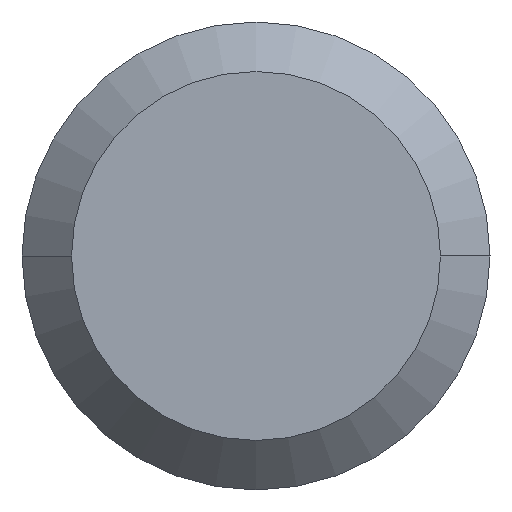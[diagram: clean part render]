
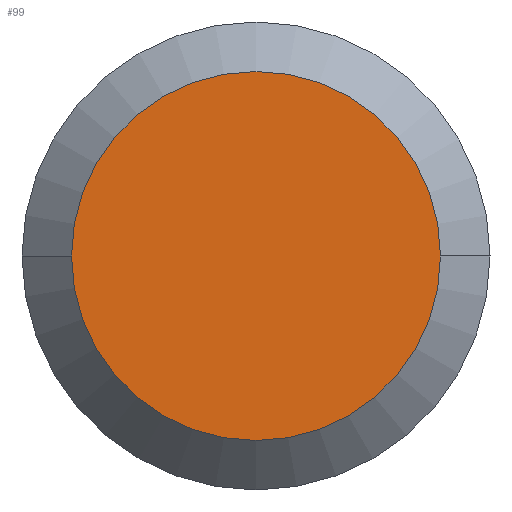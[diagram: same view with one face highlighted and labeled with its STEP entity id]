
A CAD part, left-side view. The second image highlights one B-rep face of the part: STEP entity #99.
In plain terms, the highlighted planar face has unit normal (-1, 0, 0).
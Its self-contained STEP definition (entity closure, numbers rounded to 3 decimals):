
#1 = EDGE_CURVE ( 'NONE', #149, #155, #302, .T. ) ;
#26 = DIRECTION ( 'NONE',  ( 0., 1., 0. ) ) ;
#31 = AXIS2_PLACEMENT_3D ( 'NONE', #347, #216, #157 ) ;
#33 = EDGE_LOOP ( 'NONE', ( #307, #271 ) ) ;
#52 = DIRECTION ( 'NONE',  ( 1., 0., 0. ) ) ;
#93 = CARTESIAN_POINT ( 'NONE',  ( 0., -2.365, 0. ) ) ;
#99 = ADVANCED_FACE ( 'NONE', ( #345 ), #120, .T. ) ;
#114 = DIRECTION ( 'NONE',  ( 0., 1., 0. ) ) ;
#115 = EDGE_CURVE ( 'NONE', #155, #149, #154, .T. ) ;
#120 = PLANE ( 'NONE',  #31 ) ;
#130 = AXIS2_PLACEMENT_3D ( 'NONE', #309, #52, #114 ) ;
#149 = VERTEX_POINT ( 'NONE', #93 ) ;
#154 = CIRCLE ( 'NONE', #177, 2.365 ) ;
#155 = VERTEX_POINT ( 'NONE', #221 ) ;
#157 = DIRECTION ( 'NONE',  ( 0., -1., 0. ) ) ;
#160 = DIRECTION ( 'NONE',  ( 1., 0., 0. ) ) ;
#177 = AXIS2_PLACEMENT_3D ( 'NONE', #284, #160, #26 ) ;
#216 = DIRECTION ( 'NONE',  ( -1., 0., 0. ) ) ;
#221 = CARTESIAN_POINT ( 'NONE',  ( 0., 2.365, 0. ) ) ;
#271 = ORIENTED_EDGE ( 'NONE', *, *, #1, .F. ) ;
#284 = CARTESIAN_POINT ( 'NONE',  ( 0., 0., 0. ) ) ;
#302 = CIRCLE ( 'NONE', #130, 2.365 ) ;
#307 = ORIENTED_EDGE ( 'NONE', *, *, #115, .F. ) ;
#309 = CARTESIAN_POINT ( 'NONE',  ( 0., 0., 0. ) ) ;
#345 = FACE_OUTER_BOUND ( 'NONE', #33, .T. ) ;
#347 = CARTESIAN_POINT ( 'NONE',  ( 0., 0., 0. ) ) ;
